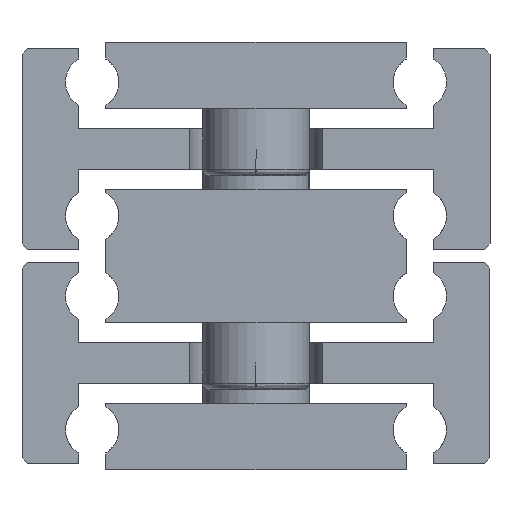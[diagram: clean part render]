
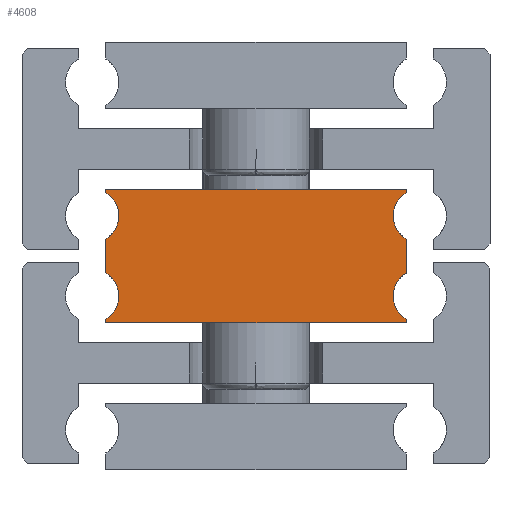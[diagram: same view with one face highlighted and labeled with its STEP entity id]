
A CAD part, front view. The second image highlights one B-rep face of the part: STEP entity #4608.
In plain terms, the highlighted planar face has unit normal (0, -1, 0).
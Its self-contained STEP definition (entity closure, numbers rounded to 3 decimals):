
#2386=CARTESIAN_POINT('',(-20.5,-325.0,0.5));
#2387=VERTEX_POINT('',#2386);
#2396=CARTESIAN_POINT('',(-22.5,-325.0,3.964));
#2397=VERTEX_POINT('',#2396);
#2398=CARTESIAN_POINT('',(-24.5,-325.0,0.5));
#2399=DIRECTION('',(0.0,1.0,0.0));
#2400=DIRECTION('',(1.0,0.0,0.0));
#2401=AXIS2_PLACEMENT_3D('',#2398,#2399,#2400);
#2402=CIRCLE('',#2401,4.0);
#2403=EDGE_CURVE('',#2397,#2387,#2402,.T.);
#2535=CARTESIAN_POINT('',(22.5,-325.0,3.964));
#2536=VERTEX_POINT('',#2535);
#2543=CARTESIAN_POINT('',(20.5,-325.0,0.5));
#2544=VERTEX_POINT('',#2543);
#2545=CARTESIAN_POINT('',(24.5,-325.0,0.5));
#2546=DIRECTION('',(0.0,1.0,0.0));
#2547=DIRECTION('',(1.0,0.0,0.0));
#2548=AXIS2_PLACEMENT_3D('',#2545,#2546,#2547);
#2549=CIRCLE('',#2548,4.0);
#2550=EDGE_CURVE('',#2544,#2536,#2549,.T.);
#2612=CARTESIAN_POINT('',(-20.5,-325.0,12.5));
#2613=VERTEX_POINT('',#2612);
#2622=CARTESIAN_POINT('',(-22.5,-325.0,15.964));
#2623=VERTEX_POINT('',#2622);
#2624=CARTESIAN_POINT('',(-24.5,-325.0,12.5));
#2625=DIRECTION('',(0.0,1.0,0.0));
#2626=DIRECTION('',(1.0,0.0,0.0));
#2627=AXIS2_PLACEMENT_3D('',#2624,#2625,#2626);
#2628=CIRCLE('',#2627,4.0);
#2629=EDGE_CURVE('',#2623,#2613,#2628,.T.);
#2727=CARTESIAN_POINT('',(22.5,-325.0,15.964));
#2728=VERTEX_POINT('',#2727);
#2735=CARTESIAN_POINT('',(20.5,-325.0,12.5));
#2736=VERTEX_POINT('',#2735);
#2737=CARTESIAN_POINT('',(24.5,-325.0,12.5));
#2738=DIRECTION('',(0.0,1.0,0.0));
#2739=DIRECTION('',(1.0,0.0,0.0));
#2740=AXIS2_PLACEMENT_3D('',#2737,#2738,#2739);
#2741=CIRCLE('',#2740,4.0);
#2742=EDGE_CURVE('',#2736,#2728,#2741,.T.);
#3763=CARTESIAN_POINT('',(0.,-325.0,-3.5));
#3764=VERTEX_POINT('',#3763);
#3898=CARTESIAN_POINT('',(22.5,-325.0,-3.5));
#3899=VERTEX_POINT('',#3898);
#3906=CARTESIAN_POINT('',(22.5,-325.0,-3.5));
#3907=DIRECTION('',(-1.0,0.0,0.0));
#3908=VECTOR('',#3907,22.5);
#3909=LINE('',#3906,#3908);
#3910=EDGE_CURVE('',#3899,#3764,#3909,.T.);
#3915=CARTESIAN_POINT('',(-22.5,-325.0,-3.5));
#3916=VERTEX_POINT('',#3915);
#3917=CARTESIAN_POINT('',(0.,-325.0,-3.5));
#3918=DIRECTION('',(-1.0,0.0,0.0));
#3919=VECTOR('',#3918,22.5);
#3920=LINE('',#3917,#3919);
#3921=EDGE_CURVE('',#3764,#3916,#3920,.T.);
#4230=CARTESIAN_POINT('',(22.5,-325.0,-2.964));
#4231=VERTEX_POINT('',#4230);
#4238=CARTESIAN_POINT('',(22.5,-325.0,-2.964));
#4239=DIRECTION('',(0.0,0.0,-1.0));
#4240=VECTOR('',#4239,0.536);
#4241=LINE('',#4238,#4240);
#4242=EDGE_CURVE('',#4231,#3899,#4241,.T.);
#4257=CARTESIAN_POINT('',(22.5,-325.0,9.036));
#4258=VERTEX_POINT('',#4257);
#4259=CARTESIAN_POINT('',(24.5,-325.0,12.5));
#4260=DIRECTION('',(0.0,1.0,0.0));
#4261=DIRECTION('',(1.0,0.0,0.0));
#4262=AXIS2_PLACEMENT_3D('',#4259,#4260,#4261);
#4263=CIRCLE('',#4262,4.0);
#4264=EDGE_CURVE('',#4258,#2736,#4263,.T.);
#4302=CARTESIAN_POINT('',(-22.5,-325.0,9.036));
#4303=VERTEX_POINT('',#4302);
#4310=CARTESIAN_POINT('',(-24.5,-325.0,12.5));
#4311=DIRECTION('',(0.0,1.0,0.0));
#4312=DIRECTION('',(1.0,0.0,0.0));
#4313=AXIS2_PLACEMENT_3D('',#4310,#4311,#4312);
#4314=CIRCLE('',#4313,4.0);
#4315=EDGE_CURVE('',#2613,#4303,#4314,.T.);
#4335=CARTESIAN_POINT('',(22.5,-325.0,9.036));
#4336=DIRECTION('',(0.0,0.0,-1.0));
#4337=VECTOR('',#4336,5.072);
#4338=LINE('',#4335,#4337);
#4339=EDGE_CURVE('',#4258,#2536,#4338,.T.);
#4359=CARTESIAN_POINT('',(22.5,-325.0,16.5));
#4360=VERTEX_POINT('',#4359);
#4367=CARTESIAN_POINT('',(22.5,-325.0,16.5));
#4368=DIRECTION('',(0.0,0.0,-1.0));
#4369=VECTOR('',#4368,0.536);
#4370=LINE('',#4367,#4369);
#4371=EDGE_CURVE('',#4360,#2728,#4370,.T.);
#4389=CARTESIAN_POINT('',(-22.5,-325.0,3.964));
#4390=DIRECTION('',(0.0,0.0,1.0));
#4391=VECTOR('',#4390,5.072);
#4392=LINE('',#4389,#4391);
#4393=EDGE_CURVE('',#2397,#4303,#4392,.T.);
#4477=CARTESIAN_POINT('',(24.5,-325.0,0.5));
#4478=DIRECTION('',(0.0,1.0,0.0));
#4479=DIRECTION('',(1.0,0.0,0.0));
#4480=AXIS2_PLACEMENT_3D('',#4477,#4478,#4479);
#4481=CIRCLE('',#4480,4.0);
#4482=EDGE_CURVE('',#4231,#2544,#4481,.T.);
#4508=CARTESIAN_POINT('',(-22.5,-325.0,-2.964));
#4509=VERTEX_POINT('',#4508);
#4516=CARTESIAN_POINT('',(-24.5,-325.0,0.5));
#4517=DIRECTION('',(0.0,1.0,0.0));
#4518=DIRECTION('',(1.0,0.0,0.0));
#4519=AXIS2_PLACEMENT_3D('',#4516,#4517,#4518);
#4520=CIRCLE('',#4519,4.0);
#4521=EDGE_CURVE('',#2387,#4509,#4520,.T.);
#4546=CARTESIAN_POINT('',(-22.5,-325.0,-3.5));
#4547=DIRECTION('',(0.0,0.0,1.0));
#4548=VECTOR('',#4547,0.536);
#4549=LINE('',#4546,#4548);
#4550=EDGE_CURVE('',#3916,#4509,#4549,.T.);
#4561=CARTESIAN_POINT('',(-22.5,-325.0,16.5));
#4562=VERTEX_POINT('',#4561);
#4563=CARTESIAN_POINT('',(-22.5,-325.0,15.964));
#4564=DIRECTION('',(0.0,0.0,1.0));
#4565=VECTOR('',#4564,0.536);
#4566=LINE('',#4563,#4565);
#4567=EDGE_CURVE('',#2623,#4562,#4566,.T.);
#4579=CARTESIAN_POINT('',(0.,-325.0,1.5));
#4580=DIRECTION('',(0.0,1.0,0.0));
#4581=DIRECTION('',(0.0,0.0,1.0));
#4582=AXIS2_PLACEMENT_3D('',#4579,#4580,#4581);
#4583=PLANE('',#4582);
#4584=ORIENTED_EDGE('',*,*,#4264,.T.);
#4585=ORIENTED_EDGE('',*,*,#2742,.T.);
#4586=ORIENTED_EDGE('',*,*,#4371,.F.);
#4587=CARTESIAN_POINT('',(-22.5,-325.0,16.5));
#4588=DIRECTION('',(1.0,0.0,0.0));
#4589=VECTOR('',#4588,45.);
#4590=LINE('',#4587,#4589);
#4591=EDGE_CURVE('',#4562,#4360,#4590,.T.);
#4592=ORIENTED_EDGE('',*,*,#4591,.F.);
#4593=ORIENTED_EDGE('',*,*,#4567,.F.);
#4594=ORIENTED_EDGE('',*,*,#2629,.T.);
#4595=ORIENTED_EDGE('',*,*,#4315,.T.);
#4596=ORIENTED_EDGE('',*,*,#4393,.F.);
#4597=ORIENTED_EDGE('',*,*,#2403,.T.);
#4598=ORIENTED_EDGE('',*,*,#4521,.T.);
#4599=ORIENTED_EDGE('',*,*,#4550,.F.);
#4600=ORIENTED_EDGE('',*,*,#3921,.F.);
#4601=ORIENTED_EDGE('',*,*,#3910,.F.);
#4602=ORIENTED_EDGE('',*,*,#4242,.F.);
#4603=ORIENTED_EDGE('',*,*,#4482,.T.);
#4604=ORIENTED_EDGE('',*,*,#2550,.T.);
#4605=ORIENTED_EDGE('',*,*,#4339,.F.);
#4606=EDGE_LOOP('',(#4584,#4585,#4586,#4592,#4593,#4594,#4595,#4596,#4597,#4598,#4599,#4600,#4601,#4602,#4603,#4604,#4605));
#4607=FACE_OUTER_BOUND('',#4606,.T.);
#4608=ADVANCED_FACE('',(#4607),#4583,.F.);
